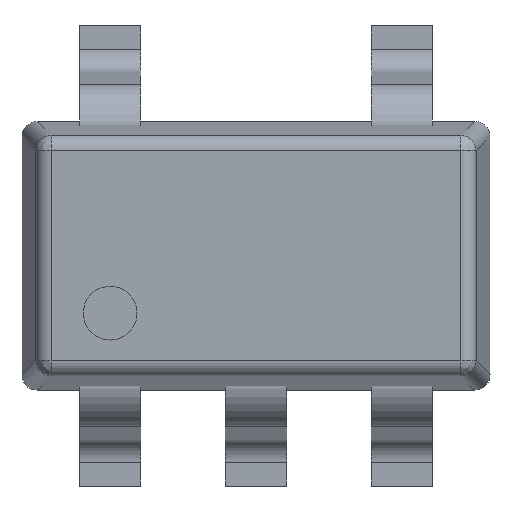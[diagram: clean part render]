
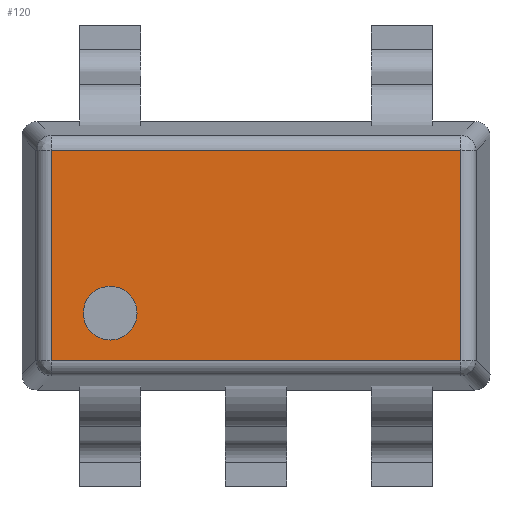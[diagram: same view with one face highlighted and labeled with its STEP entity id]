
A CAD part, top view. The second image highlights one B-rep face of the part: STEP entity #120.
In plain terms, the highlighted planar face has unit normal (0, 0, 1).
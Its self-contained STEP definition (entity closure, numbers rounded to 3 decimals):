
#120=ADVANCED_FACE('',(#1093,#1095),#1097,.T.);
#1093=FACE_BOUND('',#1094,.T.);
#1094=EDGE_LOOP('',(#1980,#1981,#1982,#1983));
#1095=FACE_BOUND('',#1096,.T.);
#1096=EDGE_LOOP('',(#1984));
#1097=PLANE('',#1098);
#1098=AXIS2_PLACEMENT_3D('',#1099,#1100,#1101);
#1099=CARTESIAN_POINT('',(0.,0.,1.45));
#1100=DIRECTION('',(0.,0.,1.));
#1101=DIRECTION('',(1.,0.,0.));
#1980=ORIENTED_EDGE('',*,*,#2490,.T.);
#1981=ORIENTED_EDGE('',*,*,#2491,.T.);
#1982=ORIENTED_EDGE('',*,*,#2492,.T.);
#1983=ORIENTED_EDGE('',*,*,#2493,.T.);
#1984=ORIENTED_EDGE('',*,*,#2489,.F.);
#2489=EDGE_CURVE('',#2754,#2754,#2755,.T.);
#2490=EDGE_CURVE('',#2756,#2757,#2758,.T.);
#2491=EDGE_CURVE('',#2757,#2759,#2760,.T.);
#2492=EDGE_CURVE('',#2759,#2761,#2762,.T.);
#2493=EDGE_CURVE('',#2761,#2756,#2763,.T.);
#2754=VERTEX_POINT('',#3212);
#2755=CIRCLE('',#3213,0.175);
#2756=VERTEX_POINT('',#3217);
#2757=VERTEX_POINT('',#3218);
#2758=LINE('',#3219,#3220);
#2759=VERTEX_POINT('',#3222);
#2760=LINE('',#3223,#3224);
#2761=VERTEX_POINT('',#3226);
#2762=LINE('',#3227,#3228);
#2763=LINE('',#3230,#3231);
#3212=CARTESIAN_POINT('',(-0.775,-0.375,1.45));
#3213=AXIS2_PLACEMENT_3D('',#3214,#3215,#3216);
#3214=CARTESIAN_POINT('',(-0.95,-0.375,1.45));
#3215=DIRECTION('',(0.,0.,1.));
#3216=DIRECTION('',(1.,0.,0.));
#3217=CARTESIAN_POINT('',(1.335,0.685,1.45));
#3218=CARTESIAN_POINT('',(-1.335,0.685,1.45));
#3219=CARTESIAN_POINT('',(1.335,0.685,1.45));
#3220=VECTOR('',#3221,1.);
#3221=DIRECTION('',(-1.,0.,0.));
#3222=CARTESIAN_POINT('',(-1.335,-0.685,1.45));
#3223=CARTESIAN_POINT('',(-1.335,0.685,1.45));
#3224=VECTOR('',#3225,1.);
#3225=DIRECTION('',(0.,-1.,0.));
#3226=CARTESIAN_POINT('',(1.335,-0.685,1.45));
#3227=CARTESIAN_POINT('',(-1.335,-0.685,1.45));
#3228=VECTOR('',#3229,1.);
#3229=DIRECTION('',(1.,0.,0.));
#3230=CARTESIAN_POINT('',(1.335,-0.685,1.45));
#3231=VECTOR('',#3232,1.);
#3232=DIRECTION('',(0.,1.,0.));
